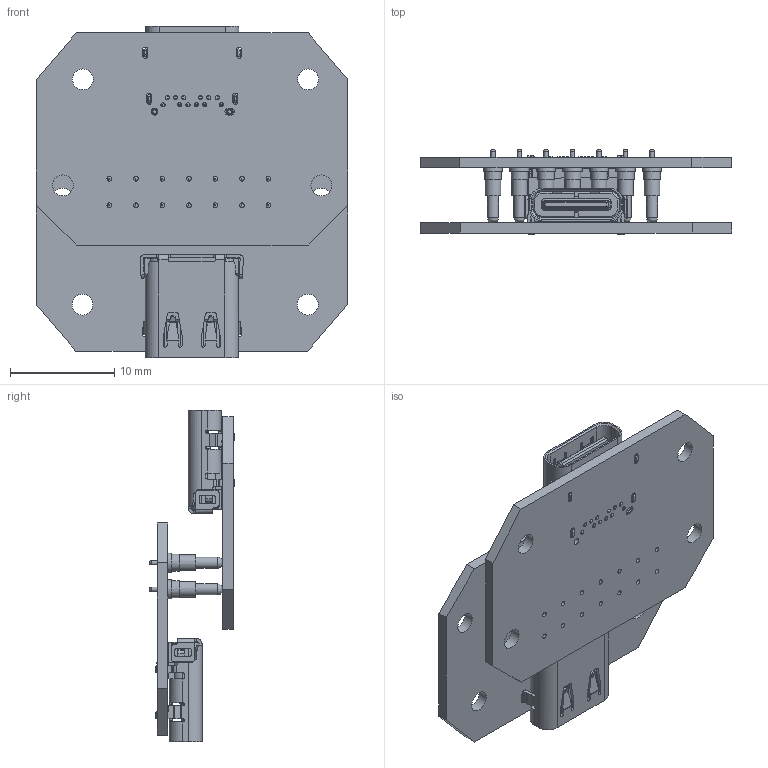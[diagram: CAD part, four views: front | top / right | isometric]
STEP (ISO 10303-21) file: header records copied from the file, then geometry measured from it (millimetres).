
FILE_DESCRIPTION(/* description */ (''),/* implementation_level */ '2;1');
FILE_NAME(/* name */ 'Mount_Design v2.step',/* time_stamp */ '2024-02-09T09:50:35-05:00',/* author */ (''),/* organization */ (''),/* preprocessor_version */ 'ST-DEVELOPER v20',/* originating_system */ 'Autodesk Translation Framework v12.20.1.177',/* authorisation */ '');
FILE_SCHEMA (('AUTOMOTIVE_DESIGN { 1 0 10303 214 3 1 1 }'));
Length unit declared in the file: millimetre
Products named in the file (9): Mount_Design; Connector_Female_v1; USB4056-03-A_REVA2; SaberCord_Copy; Connector_Male_v1; USB4056-03-A_REVA2_1; NONE_10; SaberCord_Copy_1; SaberCord_Copy PCB
Assembly tree (10 placements, depth 4):
  Mount_Design
    Connector_Female_v1
      USB4056-03-A_REVA2
        NONE_10
      SaberCord_Copy
        SaberCord_Copy PCB
    Connector_Male_v1
      USB4056-03-A_REVA2_1
        NONE_10
      SaberCord_Copy_1
        SaberCord_Copy PCB
Bounding box: 29.88 x 8.2 x 31.73 mm (x, y, z)
Volume: 1542.5 mm3; surface area: 4272.6 mm2
Topology: 32 solids, 32 shells, 2282 faces, 6184 edges, 4000 vertices
Faces by surface type: plane 1470, cylinder 682, cone 62, bspline 52, torus 16
Full cylindrical faces by diameter (mm): 0.4 x24, 0.432 x14, 0.45 x44, 0.55 x4, 0.65 x2, 1.067 x14, 1.499 x14, 1.626 x14, 1.75 x14, 1.829 x14, 2 x8
Entity records: 40585 total; most frequent: CARTESIAN_POINT 8018, DIRECTION 6710, ORIENTED_EDGE 6562, EDGE_CURVE 3281, LINE 2262, VECTOR 2262, AXIS2_PLACEMENT_3D 2224, VERTEX_POINT 2126
